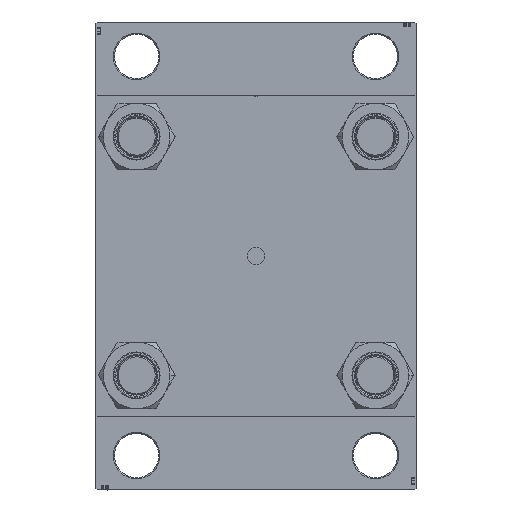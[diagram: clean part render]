
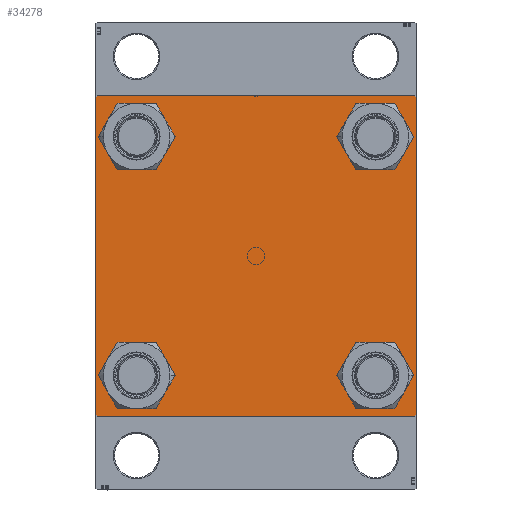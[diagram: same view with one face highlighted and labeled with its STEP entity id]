
A CAD part, left-side view. The second image highlights one B-rep face of the part: STEP entity #34278.
In plain terms, the highlighted planar face has unit normal (-1, 0, 0).
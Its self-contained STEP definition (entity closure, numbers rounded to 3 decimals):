
#27 = CARTESIAN_POINT ( 'NONE',  ( 0., -65., -64.5 ) ) ;
#268 = DIRECTION ( 'NONE',  ( 0., 0., 1. ) ) ;
#762 = VERTEX_POINT ( 'NONE', #10934 ) ;
#878 = EDGE_CURVE ( 'NONE', #25445, #33050, #42438, .T. ) ;
#894 = CARTESIAN_POINT ( 'NONE',  ( 0., -65., 65. ) ) ;
#932 = EDGE_LOOP ( 'NONE', ( #42447, #44768 ) ) ;
#967 = VERTEX_POINT ( 'NONE', #44978 ) ;
#997 = EDGE_CURVE ( 'NONE', #29054, #3527, #2075, .T. ) ;
#1261 = AXIS2_PLACEMENT_3D ( 'NONE', #47430, #28933, #47682 ) ;
#2075 = CIRCLE ( 'NONE', #29275, 8.5 ) ;
#2178 = FACE_BOUND ( 'NONE', #932, .T. ) ;
#2197 = DIRECTION ( 'NONE',  ( 0., 0.707, -0.707 ) ) ;
#2902 = DIRECTION ( 'NONE',  ( 1., 0., 0. ) ) ;
#3112 = CARTESIAN_POINT ( 'NONE',  ( 0., 48.45, -48.45 ) ) ;
#3527 = VERTEX_POINT ( 'NONE', #38480 ) ;
#3734 = CIRCLE ( 'NONE', #45662, 8.5 ) ;
#4132 = VERTEX_POINT ( 'NONE', #11988 ) ;
#5345 = FACE_BOUND ( 'NONE', #43697, .T. ) ;
#5501 = CIRCLE ( 'NONE', #24128, 8.5 ) ;
#5503 = VERTEX_POINT ( 'NONE', #32091 ) ;
#5691 = ORIENTED_EDGE ( 'NONE', *, *, #38904, .T. ) ;
#5826 = PLANE ( 'NONE',  #17830 ) ;
#6297 = CARTESIAN_POINT ( 'NONE',  ( 0., -64.75, 64.75 ) ) ;
#7560 = LINE ( 'NONE', #41142, #25047 ) ;
#8260 = CARTESIAN_POINT ( 'NONE',  ( 0., -48.45, 48.45 ) ) ;
#8444 = DIRECTION ( 'NONE',  ( 0., 0., 1. ) ) ;
#9688 = ORIENTED_EDGE ( 'NONE', *, *, #20400, .T. ) ;
#9697 = LINE ( 'NONE', #6297, #19565 ) ;
#10173 = DIRECTION ( 'NONE',  ( 0., 0.707, 0.707 ) ) ;
#10434 = CARTESIAN_POINT ( 'NONE',  ( 0., 48.45, 48.45 ) ) ;
#10590 = VERTEX_POINT ( 'NONE', #39946 ) ;
#10662 = EDGE_LOOP ( 'NONE', ( #9688, #40482 ) ) ;
#10855 = CARTESIAN_POINT ( 'NONE',  ( 0., 64.5, -65. ) ) ;
#10934 = CARTESIAN_POINT ( 'NONE',  ( 0., -64.5, 65. ) ) ;
#11828 = ORIENTED_EDGE ( 'NONE', *, *, #14286, .F. ) ;
#11988 = CARTESIAN_POINT ( 'NONE',  ( 0., -48.45, -56.95 ) ) ;
#12018 = CARTESIAN_POINT ( 'NONE',  ( 0., 48.45, 39.95 ) ) ;
#12084 = LINE ( 'NONE', #34933, #33410 ) ;
#12176 = DIRECTION ( 'NONE',  ( -1., 0., 0. ) ) ;
#12343 = VERTEX_POINT ( 'NONE', #24644 ) ;
#12670 = CARTESIAN_POINT ( 'NONE',  ( 0., 64.75, 64.75 ) ) ;
#12849 = EDGE_CURVE ( 'NONE', #47295, #20905, #3734, .T. ) ;
#13149 = EDGE_CURVE ( 'NONE', #10590, #762, #33196, .T. ) ;
#13476 = VERTEX_POINT ( 'NONE', #10855 ) ;
#14245 = DIRECTION ( 'NONE',  ( 0., 0., 1. ) ) ;
#14286 = EDGE_CURVE ( 'NONE', #31769, #21639, #41280, .T. ) ;
#14611 = CARTESIAN_POINT ( 'NONE',  ( 0., 48.45, 56.95 ) ) ;
#15261 = DIRECTION ( 'NONE',  ( 0., 0., -1. ) ) ;
#15371 = FACE_BOUND ( 'NONE', #30301, .T. ) ;
#15411 = CARTESIAN_POINT ( 'NONE',  ( 0., -48.45, 39.95 ) ) ;
#16512 = AXIS2_PLACEMENT_3D ( 'NONE', #29343, #39581, #40308 ) ;
#16766 = FACE_OUTER_BOUND ( 'NONE', #18379, .T. ) ;
#17830 = AXIS2_PLACEMENT_3D ( 'NONE', #30674, #12176, #24301 ) ;
#18028 = VECTOR ( 'NONE', #15261, 1000. ) ;
#18379 = EDGE_LOOP ( 'NONE', ( #25628, #23807, #32040, #39147, #11828, #33425, #31015, #5691 ) ) ;
#19565 = VECTOR ( 'NONE', #10173, 1000. ) ;
#20400 = EDGE_CURVE ( 'NONE', #967, #4132, #31681, .T. ) ;
#20601 = DIRECTION ( 'NONE',  ( 0., 0., 1. ) ) ;
#20905 = VERTEX_POINT ( 'NONE', #14611 ) ;
#21100 = DIRECTION ( 'NONE',  ( 1., 0., 0. ) ) ;
#21639 = VERTEX_POINT ( 'NONE', #27 ) ;
#22170 = CARTESIAN_POINT ( 'NONE',  ( 0., -48.45, 56.95 ) ) ;
#22508 = CARTESIAN_POINT ( 'NONE',  ( 0., -48.45, -48.45 ) ) ;
#23807 = ORIENTED_EDGE ( 'NONE', *, *, #25299, .T. ) ;
#23997 = CARTESIAN_POINT ( 'NONE',  ( 0., 65., -65. ) ) ;
#24128 = AXIS2_PLACEMENT_3D ( 'NONE', #8260, #38190, #268 ) ;
#24301 = DIRECTION ( 'NONE',  ( 0., 0., 1. ) ) ;
#24335 = VERTEX_POINT ( 'NONE', #31740 ) ;
#24644 = CARTESIAN_POINT ( 'NONE',  ( 0., 65., -64.5 ) ) ;
#24730 = DIRECTION ( 'NONE',  ( 1., 0., 0. ) ) ;
#25047 = VECTOR ( 'NONE', #26284, 1000. ) ;
#25299 = EDGE_CURVE ( 'NONE', #12343, #13476, #35364, .T. ) ;
#25445 = VERTEX_POINT ( 'NONE', #15411 ) ;
#25628 = ORIENTED_EDGE ( 'NONE', *, *, #45142, .T. ) ;
#26284 = DIRECTION ( 'NONE',  ( 0., 0., -1. ) ) ;
#26692 = DIRECTION ( 'NONE',  ( 1., 0., 0. ) ) ;
#26764 = LINE ( 'NONE', #23997, #32037 ) ;
#27201 = CIRCLE ( 'NONE', #35648, 8.5 ) ;
#28217 = ORIENTED_EDGE ( 'NONE', *, *, #878, .T. ) ;
#28383 = CARTESIAN_POINT ( 'NONE',  ( 0., 48.45, -48.45 ) ) ;
#28933 = DIRECTION ( 'NONE',  ( 1., 0., 0. ) ) ;
#29054 = VERTEX_POINT ( 'NONE', #31799 ) ;
#29275 = AXIS2_PLACEMENT_3D ( 'NONE', #28383, #24730, #20601 ) ;
#29343 = CARTESIAN_POINT ( 'NONE',  ( 0., 48.45, 48.45 ) ) ;
#30301 = EDGE_LOOP ( 'NONE', ( #36666, #28217 ) ) ;
#30674 = CARTESIAN_POINT ( 'NONE',  ( 0., 0., 0. ) ) ;
#31015 = ORIENTED_EDGE ( 'NONE', *, *, #13149, .F. ) ;
#31020 = EDGE_CURVE ( 'NONE', #3527, #29054, #32639, .T. ) ;
#31681 = CIRCLE ( 'NONE', #45684, 8.5 ) ;
#31740 = CARTESIAN_POINT ( 'NONE',  ( 0., 65., 64.5 ) ) ;
#31769 = VERTEX_POINT ( 'NONE', #37542 ) ;
#31799 = CARTESIAN_POINT ( 'NONE',  ( 0., 48.45, -56.95 ) ) ;
#32037 = VECTOR ( 'NONE', #46375, 1000. ) ;
#32040 = ORIENTED_EDGE ( 'NONE', *, *, #42027, .T. ) ;
#32091 = CARTESIAN_POINT ( 'NONE',  ( 0., -64.5, -65. ) ) ;
#32639 = CIRCLE ( 'NONE', #41198, 8.5 ) ;
#33050 = VERTEX_POINT ( 'NONE', #22170 ) ;
#33196 = LINE ( 'NONE', #40021, #35596 ) ;
#33410 = VECTOR ( 'NONE', #45880, 1000. ) ;
#33425 = ORIENTED_EDGE ( 'NONE', *, *, #44348, .T. ) ;
#33798 = VECTOR ( 'NONE', #35127, 1000. ) ;
#34278 = ADVANCED_FACE ( 'NONE', ( #15371, #45508, #5345, #2178, #16766 ), #5826, .T. ) ;
#34933 = CARTESIAN_POINT ( 'NONE',  ( 0., -64.75, -64.75 ) ) ;
#35127 = DIRECTION ( 'NONE',  ( 0., -0.707, -0.707 ) ) ;
#35364 = LINE ( 'NONE', #47024, #33798 ) ;
#35596 = VECTOR ( 'NONE', #40502, 1000. ) ;
#35648 = AXIS2_PLACEMENT_3D ( 'NONE', #45423, #26692, #8444 ) ;
#35743 = EDGE_CURVE ( 'NONE', #5503, #21639, #12084, .T. ) ;
#35964 = DIRECTION ( 'NONE',  ( 0., 0., 1. ) ) ;
#36666 = ORIENTED_EDGE ( 'NONE', *, *, #38429, .T. ) ;
#37363 = DIRECTION ( 'NONE',  ( 1., 0., 0. ) ) ;
#37486 = ORIENTED_EDGE ( 'NONE', *, *, #31020, .T. ) ;
#37521 = CIRCLE ( 'NONE', #16512, 8.5 ) ;
#37542 = CARTESIAN_POINT ( 'NONE',  ( 0., -65., 64.5 ) ) ;
#38190 = DIRECTION ( 'NONE',  ( 1., 0., 0. ) ) ;
#38429 = EDGE_CURVE ( 'NONE', #33050, #25445, #5501, .T. ) ;
#38471 = LINE ( 'NONE', #12670, #42041 ) ;
#38480 = CARTESIAN_POINT ( 'NONE',  ( 0., 48.45, -39.95 ) ) ;
#38904 = EDGE_CURVE ( 'NONE', #10590, #24335, #38471, .T. ) ;
#39147 = ORIENTED_EDGE ( 'NONE', *, *, #35743, .T. ) ;
#39581 = DIRECTION ( 'NONE',  ( 1., 0., 0. ) ) ;
#39946 = CARTESIAN_POINT ( 'NONE',  ( 0., 64.5, 65. ) ) ;
#40021 = CARTESIAN_POINT ( 'NONE',  ( 0., 65., 65. ) ) ;
#40308 = DIRECTION ( 'NONE',  ( 0., 0., 1. ) ) ;
#40467 = EDGE_CURVE ( 'NONE', #4132, #967, #27201, .T. ) ;
#40482 = ORIENTED_EDGE ( 'NONE', *, *, #40467, .T. ) ;
#40502 = DIRECTION ( 'NONE',  ( 0., -1., 0. ) ) ;
#41142 = CARTESIAN_POINT ( 'NONE',  ( 0., 65., 65. ) ) ;
#41198 = AXIS2_PLACEMENT_3D ( 'NONE', #3112, #21100, #35964 ) ;
#41280 = LINE ( 'NONE', #894, #18028 ) ;
#42027 = EDGE_CURVE ( 'NONE', #13476, #5503, #26764, .T. ) ;
#42041 = VECTOR ( 'NONE', #2197, 1000. ) ;
#42119 = EDGE_CURVE ( 'NONE', #20905, #47295, #37521, .T. ) ;
#42438 = CIRCLE ( 'NONE', #1261, 8.5 ) ;
#42447 = ORIENTED_EDGE ( 'NONE', *, *, #42119, .T. ) ;
#43697 = EDGE_LOOP ( 'NONE', ( #37486, #46580 ) ) ;
#44010 = DIRECTION ( 'NONE',  ( 0., 0., 1. ) ) ;
#44348 = EDGE_CURVE ( 'NONE', #31769, #762, #9697, .T. ) ;
#44768 = ORIENTED_EDGE ( 'NONE', *, *, #12849, .T. ) ;
#44978 = CARTESIAN_POINT ( 'NONE',  ( 0., -48.45, -39.95 ) ) ;
#45142 = EDGE_CURVE ( 'NONE', #24335, #12343, #7560, .T. ) ;
#45423 = CARTESIAN_POINT ( 'NONE',  ( 0., -48.45, -48.45 ) ) ;
#45508 = FACE_BOUND ( 'NONE', #10662, .T. ) ;
#45662 = AXIS2_PLACEMENT_3D ( 'NONE', #10434, #2902, #44010 ) ;
#45684 = AXIS2_PLACEMENT_3D ( 'NONE', #22508, #37363, #14245 ) ;
#45880 = DIRECTION ( 'NONE',  ( 0., -0.707, 0.707 ) ) ;
#46375 = DIRECTION ( 'NONE',  ( 0., -1., 0. ) ) ;
#46580 = ORIENTED_EDGE ( 'NONE', *, *, #997, .T. ) ;
#47024 = CARTESIAN_POINT ( 'NONE',  ( 0., 64.75, -64.75 ) ) ;
#47295 = VERTEX_POINT ( 'NONE', #12018 ) ;
#47430 = CARTESIAN_POINT ( 'NONE',  ( 0., -48.45, 48.45 ) ) ;
#47682 = DIRECTION ( 'NONE',  ( 0., 0., 1. ) ) ;
